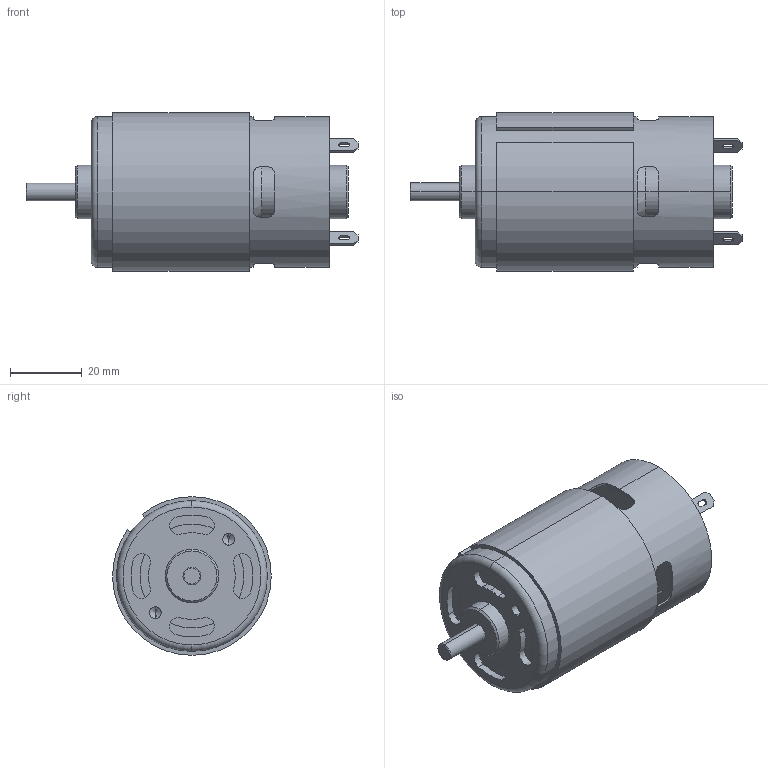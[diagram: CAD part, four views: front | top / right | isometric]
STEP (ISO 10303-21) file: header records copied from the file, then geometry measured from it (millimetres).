
FILE_DESCRIPTION (( 'STEP AP203' ), '1' );
FILE_NAME ('Motor_SerieRS775-18V.STEP', '2020-06-10T19:05:31', ( '' ), ( '' ), 'SwSTEP 2.0', 'SolidWorks 2013', '' );
FILE_SCHEMA (( 'CONFIG_CONTROL_DESIGN' ));
Length unit declared in the file: millimetre
Products named in the file (1): Motor_SerieRS775-18V
Bounding box: 92.7 x 44.27 x 44.3 mm (x, y, z)
Volume: 80180 mm3; surface area: 20041.9 mm2
Topology: 1 solids, 1 shells, 160 faces, 437 edges, 284 vertices
Faces by surface type: cylinder 79, plane 63, cone 12, torus 6
Entity records: 5634 total; most frequent: CARTESIAN_POINT 1374, DIRECTION 903, ORIENTED_EDGE 866, EDGE_CURVE 433, AXIS2_PLACEMENT_3D 349, VERTEX_POINT 284, VECTOR 205, LINE 205
